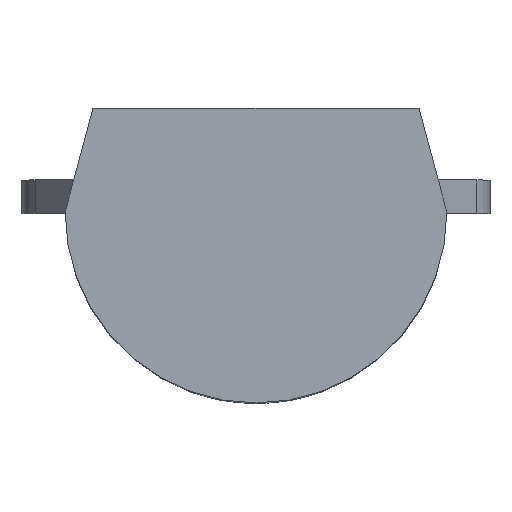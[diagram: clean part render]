
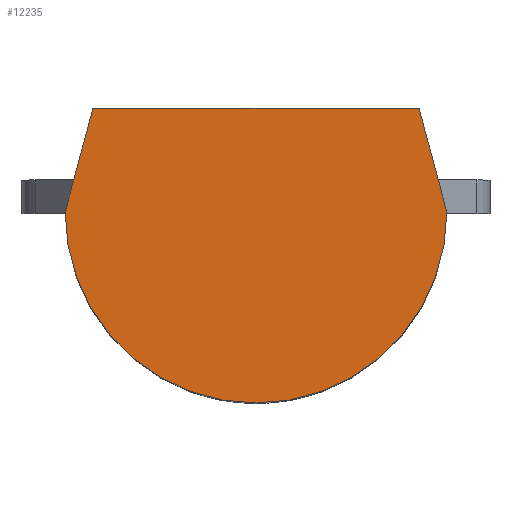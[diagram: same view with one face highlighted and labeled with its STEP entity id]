
A CAD part, top view. The second image highlights one B-rep face of the part: STEP entity #12235.
In plain terms, the highlighted planar face has unit normal (0, 0, 1).
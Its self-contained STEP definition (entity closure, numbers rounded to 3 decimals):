
#81 = CARTESIAN_POINT ( 'NONE',  ( 2.146, 1.1, 2.25 ) ) ;
#503 = CARTESIAN_POINT ( 'NONE',  ( 2.3, 0.525, 2.25 ) ) ;
#955 = VERTEX_POINT ( 'NONE', #11501 ) ;
#986 = AXIS2_PLACEMENT_3D ( 'NONE', #3538, #11575, #4644 ) ;
#1200 = EDGE_CURVE ( 'NONE', #955, #7581, #2093, .T. ) ;
#1778 = FACE_OUTER_BOUND ( 'NONE', #6573, .T. ) ;
#2011 = VERTEX_POINT ( 'NONE', #10784 ) ;
#2093 = LINE ( 'NONE', #6060, #8314 ) ;
#2315 = EDGE_CURVE ( 'NONE', #955, #2011, #4802, .T. ) ;
#2758 = VECTOR ( 'NONE', #11740, 1000. ) ;
#3538 = CARTESIAN_POINT ( 'NONE',  ( 0., 0.525, 2.25 ) ) ;
#3936 = ORIENTED_EDGE ( 'NONE', *, *, #7963, .T. ) ;
#4633 = VECTOR ( 'NONE', #11525, 1000. ) ;
#4644 = DIRECTION ( 'NONE',  ( 1., 0., 0. ) ) ;
#4802 = LINE ( 'NONE', #5090, #4633 ) ;
#4879 = CARTESIAN_POINT ( 'NONE',  ( 0., 0.525, 2.25 ) ) ;
#5090 = CARTESIAN_POINT ( 'NONE',  ( -2.3, 1.775, 2.25 ) ) ;
#5719 = VERTEX_POINT ( 'NONE', #503 ) ;
#6060 = CARTESIAN_POINT ( 'NONE',  ( -2.146, 1.1, 2.25 ) ) ;
#6436 = DIRECTION ( 'NONE',  ( -0.259, -0.966, 0. ) ) ;
#6568 = CIRCLE ( 'NONE', #986, 2.3 ) ;
#6573 = EDGE_LOOP ( 'NONE', ( #12785, #12661, #3936, #8663 ) ) ;
#6955 = LINE ( 'NONE', #81, #2758 ) ;
#7417 = PLANE ( 'NONE',  #9455 ) ;
#7581 = VERTEX_POINT ( 'NONE', #8091 ) ;
#7963 = EDGE_CURVE ( 'NONE', #7581, #5719, #6568, .T. ) ;
#8091 = CARTESIAN_POINT ( 'NONE',  ( -2.3, 0.525, 2.25 ) ) ;
#8314 = VECTOR ( 'NONE', #6436, 1000. ) ;
#8663 = ORIENTED_EDGE ( 'NONE', *, *, #10173, .T. ) ;
#8837 = DIRECTION ( 'NONE',  ( 1., 0., 0. ) ) ;
#9455 = AXIS2_PLACEMENT_3D ( 'NONE', #4879, #9937, #8837 ) ;
#9937 = DIRECTION ( 'NONE',  ( 0., 0., 1. ) ) ;
#10173 = EDGE_CURVE ( 'NONE', #5719, #2011, #6955, .T. ) ;
#10784 = CARTESIAN_POINT ( 'NONE',  ( 1.965, 1.775, 2.25 ) ) ;
#11501 = CARTESIAN_POINT ( 'NONE',  ( -1.965, 1.775, 2.25 ) ) ;
#11525 = DIRECTION ( 'NONE',  ( 1., 0., 0. ) ) ;
#11575 = DIRECTION ( 'NONE',  ( 0., 0., 1. ) ) ;
#11740 = DIRECTION ( 'NONE',  ( -0.259, 0.966, 0. ) ) ;
#12235 = ADVANCED_FACE ( 'NONE', ( #1778 ), #7417, .T. ) ;
#12661 = ORIENTED_EDGE ( 'NONE', *, *, #1200, .T. ) ;
#12785 = ORIENTED_EDGE ( 'NONE', *, *, #2315, .F. ) ;
